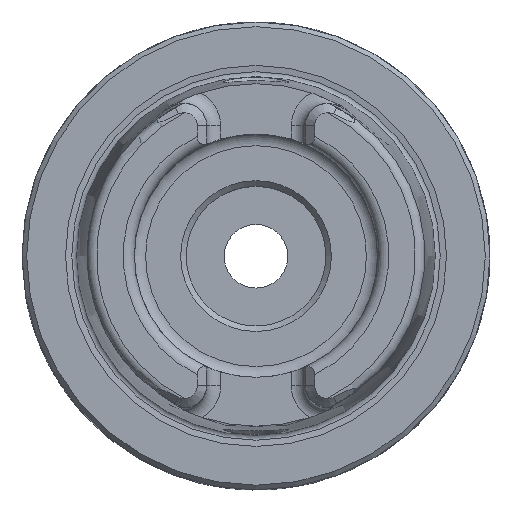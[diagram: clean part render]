
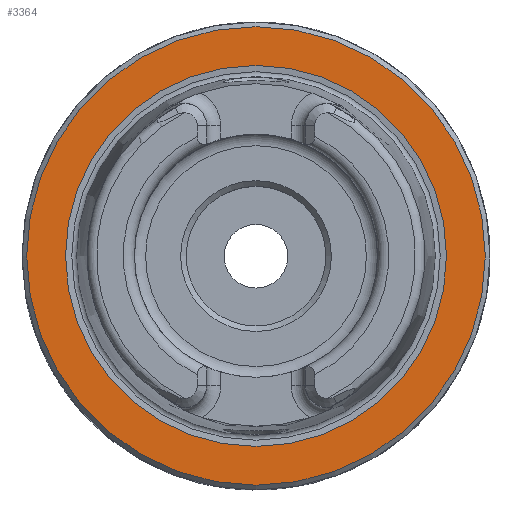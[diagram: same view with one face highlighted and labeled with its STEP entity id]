
A CAD part, top view. The second image highlights one B-rep face of the part: STEP entity #3364.
In plain terms, the highlighted planar face has unit normal (0, 0, 1).
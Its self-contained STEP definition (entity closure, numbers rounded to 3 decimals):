
#336=PLANE('',#3614);
#846=ORIENTED_EDGE('',*,*,#1312,.F.);
#847=ORIENTED_EDGE('',*,*,#1313,.T.);
#1312=EDGE_CURVE('',#1552,#1552,#1673,.T.);
#1313=EDGE_CURVE('',#1553,#1553,#1674,.T.);
#1552=VERTEX_POINT('',#5388);
#1553=VERTEX_POINT('',#5391);
#1673=CIRCLE('',#3613,20.354);
#1674=CIRCLE('',#3615,24.5);
#1845=EDGE_LOOP('',(#846));
#1846=EDGE_LOOP('',(#847));
#2070=FACE_BOUND('',#1845,.T.);
#2071=FACE_BOUND('',#1846,.T.);
#3364=ADVANCED_FACE('',(#2070,#2071),#336,.F.);
#3613=AXIS2_PLACEMENT_3D('',#5387,#4184,#4185);
#3614=AXIS2_PLACEMENT_3D('',#5389,#4186,#4187);
#3615=AXIS2_PLACEMENT_3D('',#5390,#4188,#4189);
#4184=DIRECTION('',(0.,0.,1.));
#4185=DIRECTION('',(1.,0.,0.));
#4186=DIRECTION('',(0.,0.,-1.));
#4187=DIRECTION('',(-1.,0.,0.));
#4188=DIRECTION('',(0.,0.,1.));
#4189=DIRECTION('',(1.,0.,0.));
#5387=CARTESIAN_POINT('',(0.,0.,0.));
#5388=CARTESIAN_POINT('',(20.354,0.,0.));
#5389=CARTESIAN_POINT('',(24.5,0.,0.));
#5390=CARTESIAN_POINT('',(0.,0.,0.));
#5391=CARTESIAN_POINT('',(24.5,0.,0.));
